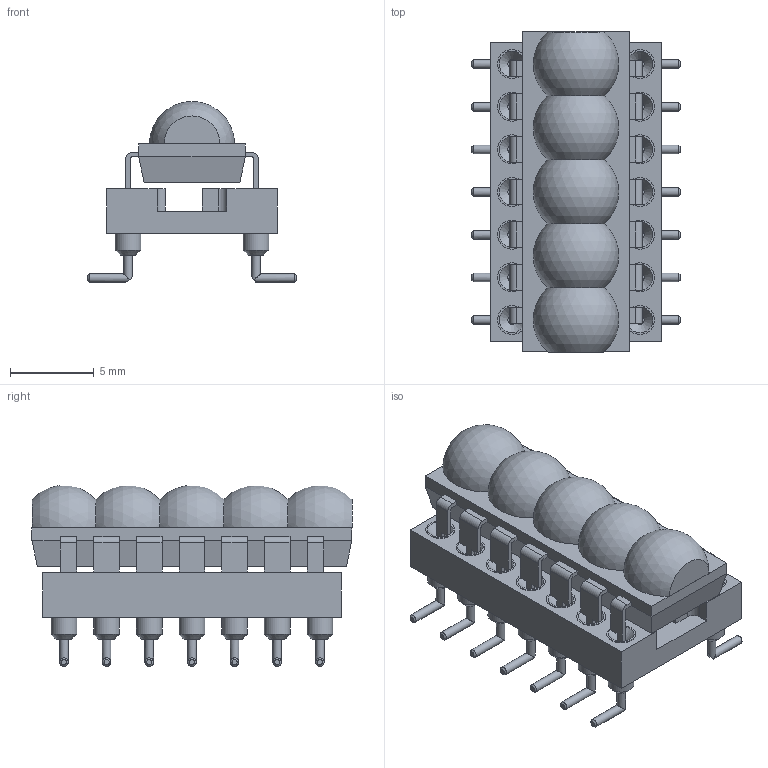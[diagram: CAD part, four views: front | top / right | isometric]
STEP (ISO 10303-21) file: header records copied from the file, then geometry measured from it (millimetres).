
FILE_DESCRIPTION(/* description */ (''),/* implementation_level */ '2;1');
FILE_NAME(/* name */ 'HP5082-7415_with_SMD_Socket_assembly',/* time_stamp */ '2024-10-12T17:07:17+02:00',/* author */ ('SB'),/* organization */ (''),/* preprocessor_version */ 'ST-DEVELOPER v16.7',/* originating_system */ 'DEX',/* authorisation */ $);
FILE_SCHEMA (('AUTOMOTIVE_DESIGN {1 0 10303 214 3 1 1}'));
Length unit declared in the file: millimetre
Products named in the file (1): HP5082-7415_with_SMD_Socket_assembly2
Bounding box: 12.41 x 19.06 x 10.78 mm (x, y, z)
Surface area: 1298.8 mm2 (no closed solid volume)
Topology: 0 solids, 1 shells, 509 faces, 1578 edges, 1050 vertices
Faces by surface type: plane 284, cylinder 178, cone 42, sphere 5
Full cylindrical faces by diameter (mm): 0.508 x21, 0.51 x6, 0.512 x1, 1.524 x14, 1.724 x14
Entity records: 20738 total; most frequent: CARTESIAN_POINT 3745, ORIENTED_EDGE 2862, DIRECTION 2638, EDGE_CURVE 1431, VERTEX_POINT 1002, AXIS2_PLACEMENT_3D 952, LINE 734, VECTOR 734
